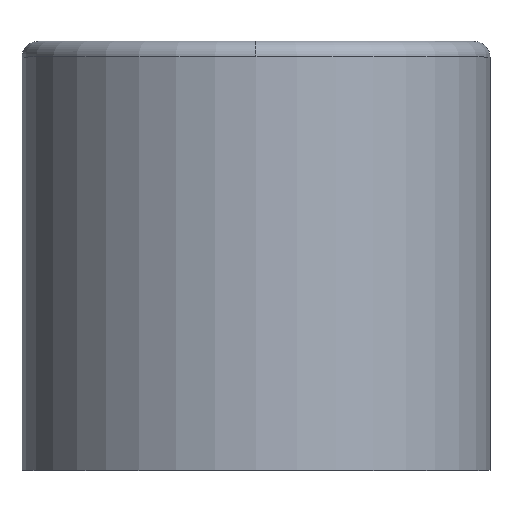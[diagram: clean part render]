
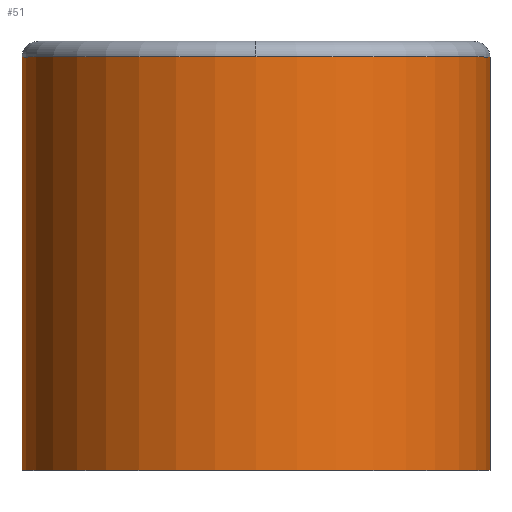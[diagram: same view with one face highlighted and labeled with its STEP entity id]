
A CAD part, top view. The second image highlights one B-rep face of the part: STEP entity #51.
In plain terms, the highlighted cylindrical face has radius 3 mm (diameter 6 mm), a partial arc.
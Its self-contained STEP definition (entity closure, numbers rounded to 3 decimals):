
#51=ADVANCED_FACE('',(#98),#99,.T.);
#98=FACE_OUTER_BOUND('',#139,.T.);
#99=CYLINDRICAL_SURFACE('',#140,3.0);
#139=EDGE_LOOP('',(#218,#219,#220,#221,#222));
#140=AXIS2_PLACEMENT_3D('',#223,#224,#225);
#218=ORIENTED_EDGE('',*,*,#244,.T.);
#219=ORIENTED_EDGE('',*,*,#274,.F.);
#220=ORIENTED_EDGE('',*,*,#251,.F.);
#221=ORIENTED_EDGE('',*,*,#246,.T.);
#222=ORIENTED_EDGE('',*,*,#276,.F.);
#223=CARTESIAN_POINT('',(0.0,2.75,0.0));
#224=DIRECTION('',(-0.0,1.0,0.0));
#225=DIRECTION('',(1.0,0.0,0.0));
#244=EDGE_CURVE('',#280,#281,#282,.T.);
#246=EDGE_CURVE('',#285,#283,#286,.T.);
#251=EDGE_CURVE('',#285,#293,#294,.T.);
#274=EDGE_CURVE('',#293,#281,#327,.T.);
#276=EDGE_CURVE('',#280,#283,#329,.T.);
#280=VERTEX_POINT('',#333);
#281=VERTEX_POINT('',#334);
#282=LINE('',#335,#336);
#283=VERTEX_POINT('',#337);
#285=VERTEX_POINT('',#339);
#286=LINE('',#340,#341);
#293=VERTEX_POINT('',#348);
#294=CIRCLE('',#349,3.0);
#327=CIRCLE('',#394,3.0);
#329=CIRCLE('',#396,3.0);
#333=CARTESIAN_POINT('',(3.0,0.0,0.0));
#334=CARTESIAN_POINT('',(3.0,5.3,0.0));
#335=CARTESIAN_POINT('',(3.0,2.75,0.));
#336=VECTOR('',#399,1.0);
#337=CARTESIAN_POINT('',(-3.0,0.0,0.));
#339=CARTESIAN_POINT('',(-3.0,5.3,0.));
#340=CARTESIAN_POINT('',(-3.0,2.75,0.));
#341=VECTOR('',#403,1.0);
#348=CARTESIAN_POINT('',(0.,5.3,3.0));
#349=AXIS2_PLACEMENT_3D('',#413,#414,#415);
#394=AXIS2_PLACEMENT_3D('',#440,#441,#442);
#396=AXIS2_PLACEMENT_3D('',#443,#444,#445);
#399=DIRECTION('',(0.0,1.0,0.0));
#403=DIRECTION('',(-0.0,-1.0,-0.0));
#413=CARTESIAN_POINT('',(0.0,5.3,0.0));
#414=DIRECTION('',(-0.0,1.0,0.0));
#415=DIRECTION('',(1.0,0.0,0.0));
#440=CARTESIAN_POINT('',(0.0,5.3,0.0));
#441=DIRECTION('',(-0.0,1.0,0.0));
#442=DIRECTION('',(1.0,0.0,0.0));
#443=CARTESIAN_POINT('',(0.0,0.0,0.0));
#444=DIRECTION('',(0.0,-1.0,0.0));
#445=DIRECTION('',(1.0,0.0,0.0));
